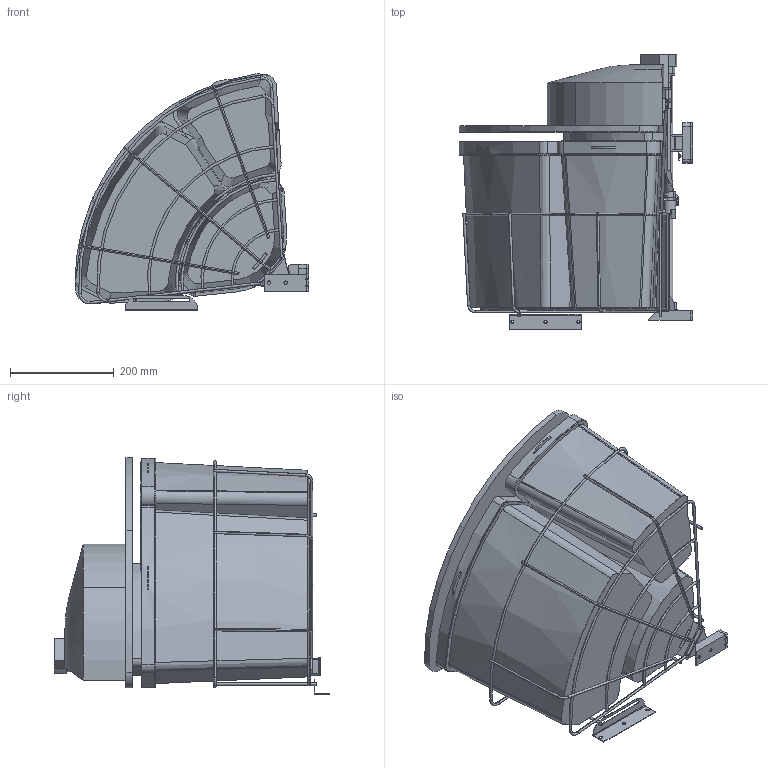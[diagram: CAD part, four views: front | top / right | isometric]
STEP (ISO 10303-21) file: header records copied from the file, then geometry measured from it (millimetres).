
FILE_DESCRIPTION(('STEP AP214'),'1');
FILE_NAME('8013173_V Cabbi 3 plus.STP','2024-08-15T09:30:08',(' '),(' '),'Spatial InterOp 3D',' ',' ');
FILE_SCHEMA(('AUTOMOTIVE_DESIGN { 1 0 10303 214 1 1 1 1 }'));
Length unit declared in the file: millimetre
Products named in the file (1): 3D-Objekt
Bounding box: 450.86 x 530.4 x 455.44 mm (x, y, z)
Volume: 5535672.8 mm3; surface area: 2480087 mm2
Topology: 32 solids, 36 shells, 1464 faces, 3825 edges, 2456 vertices
Faces by surface type: plane 623, cylinder 466, torus 283, cone 54, bspline 29, sphere 8, extrusion 1
Entity records: 55881 total; most frequent: CARTESIAN_POINT 10774, DIRECTION 8184, ORIENTED_EDGE 7642, EDGE_CURVE 3821, AXIS2_PLACEMENT_3D 3130, VERTEX_POINT 2455, VECTOR 1924, LINE 1923
